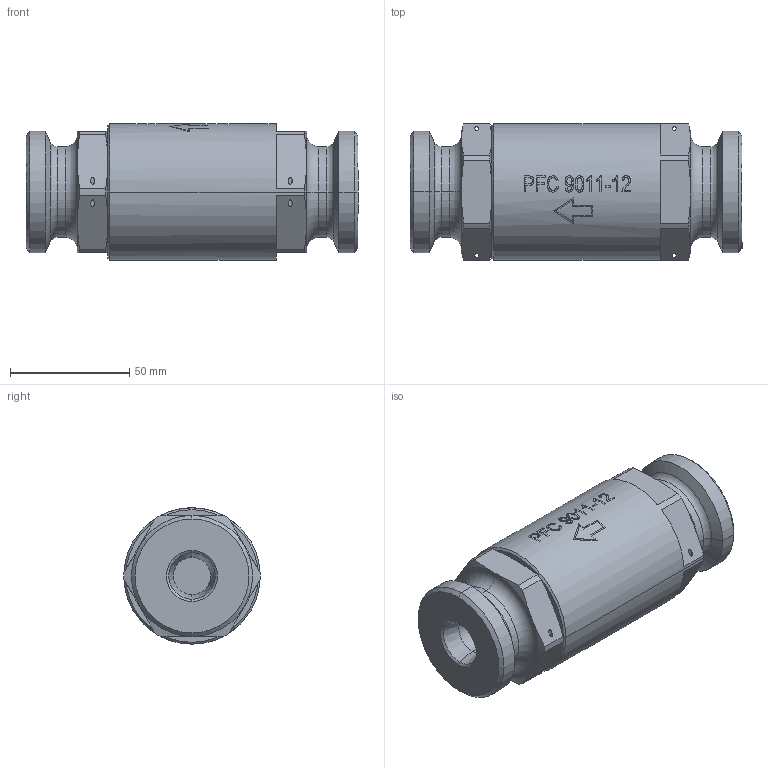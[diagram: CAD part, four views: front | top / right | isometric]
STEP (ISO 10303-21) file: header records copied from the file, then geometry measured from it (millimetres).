
FILE_DESCRIPTION (( 'STEP AP214' ), '1' );
FILE_NAME ('09011012_GRAYLOC(GG).STEP', '2015-07-01T15:32:02', ( '' ), ( '' ), 'SwSTEP 2.0', 'SolidWorks 2015', '' );
FILE_SCHEMA (( 'AUTOMOTIVE_DESIGN' ));
Length unit declared in the file: millimetre
Products named in the file (3): 09011122_GRAYLOC(BODY); 09011012_GRAYLOC(GG); 09011127_GRAYLOC(ADAPTER)
Assembly tree (2 placements, depth 2):
  09011012_GRAYLOC(GG)
    09011127_GRAYLOC(ADAPTER)
    09011122_GRAYLOC(BODY)
Bounding box: 139.19 x 57.15 x 57.15 mm (x, y, z)
Volume: 290174.7 mm3; surface area: 44261.5 mm2
Topology: 2 solids, 2 shells, 242 faces, 589 edges, 371 vertices
Faces by surface type: plane 86, cylinder 51, bspline 48, cone 43, torus 14
Entity records: 10138 total; most frequent: CARTESIAN_POINT 4681, ORIENTED_EDGE 1178, DIRECTION 1008, EDGE_CURVE 589, AXIS2_PLACEMENT_3D 384, VERTEX_POINT 371, EDGE_LOOP 272, ADVANCED_FACE 242
